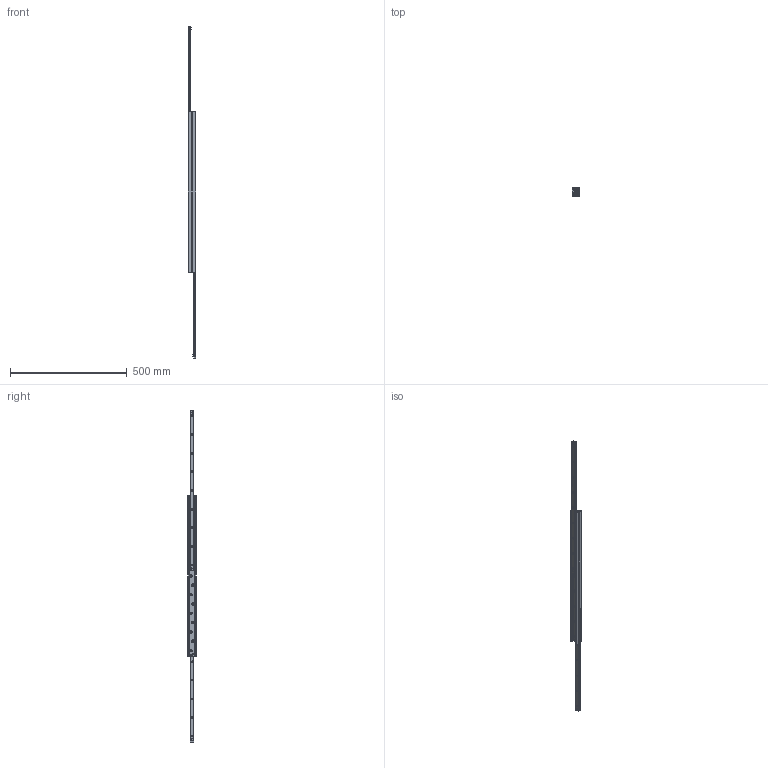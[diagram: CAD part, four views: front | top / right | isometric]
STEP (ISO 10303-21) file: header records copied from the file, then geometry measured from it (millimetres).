
FILE_DESCRIPTION((''),'2;1');
FILE_NAME('LCAH 35-0690.GG.stp','2011-04-04T08:37:55',('MKoza'),(''),'Autodesk Inventor 2009','Autodesk Inventor 2009','');
FILE_SCHEMA(('AUTOMOTIVE_DESIGN { 1 0 10303 214 1 1 1 1 }'));
Length unit declared in the file: millimetre
Products named in the file (8): LCAH 35.GG; LCH 35; LLMG 35; KF.LCA 35; AS.L 35 M5x3,2; VKB.L 35 5x10; AS.L 35 5x3,2; DIN 7337 - A5 x 8 x 4,5
Assembly tree (26 placements, depth 2):
  LCAH 35.GG
    LCH 35  x2
    LLMG 35  x2
    KF.LCA 35  x2
    AS.L 35 M5x3,2  x2
    VKB.L 35 5x10  x4
    AS.L 35 5x3,2  x4
    DIN 7337 - A5 x 8 x 4,5  x10
Bounding box: 34 x 35 x 1424 mm (x, y, z)
Volume: 506906.6 mm3; surface area: 316937.2 mm2
Topology: 26 solids, 26 shells, 490 faces, 1164 edges, 770 vertices
Faces by surface type: plane 206, bspline 160, cylinder 104, cone 10, torus 10
Full cylindrical faces by diameter (mm): 5 x20, 6 x6, 9.5 x10
Entity records: 7291 total; most frequent: CARTESIAN_POINT 2531, DIRECTION 906, ORIENTED_EDGE 832, EDGE_CURVE 416, AXIS2_PLACEMENT_3D 354, EDGE_LOOP 346, VERTEX_POINT 316, CIRCLE 200
